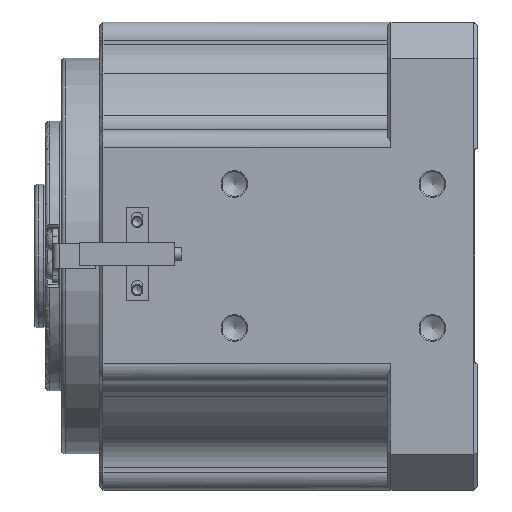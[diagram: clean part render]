
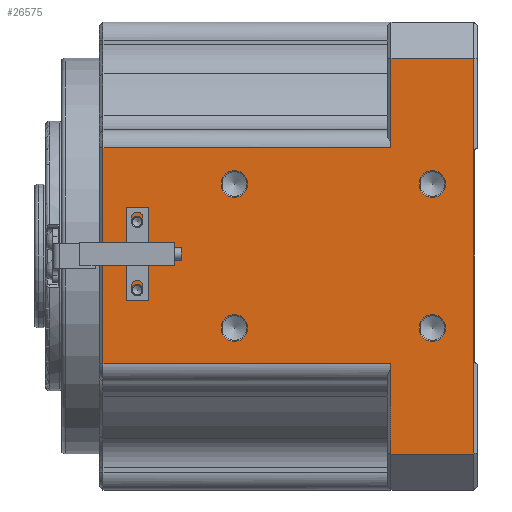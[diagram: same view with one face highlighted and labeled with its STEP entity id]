
A CAD part, left-side view. The second image highlights one B-rep face of the part: STEP entity #26575.
In plain terms, the highlighted planar face has unit normal (-1, 0, 0).
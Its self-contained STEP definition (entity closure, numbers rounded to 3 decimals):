
#27 = CARTESIAN_POINT ( 'NONE',  ( -65., 12.5, 16.3 ) ) ;
#76 = CARTESIAN_POINT ( 'NONE',  ( -65., 25., -30. ) ) ;
#463 = AXIS2_PLACEMENT_3D ( 'NONE', #8909, #8903, #8876 ) ;
#537 = CARTESIAN_POINT ( 'NONE',  ( -65., 94.5, 9.5 ) ) ;
#832 = PLANE ( 'NONE',  #12147 ) ;
#1509 = EDGE_CURVE ( 'NONE', #14326, #14326, #13603, .T. ) ;
#1918 = DIRECTION ( 'NONE',  ( 0., 0., -1. ) ) ;
#1953 = DIRECTION ( 'NONE',  ( 1., 0., 0. ) ) ;
#1994 = CARTESIAN_POINT ( 'NONE',  ( -65., 12.5, 20. ) ) ;
#2072 = CARTESIAN_POINT ( 'NONE',  ( -65., 24., 30. ) ) ;
#2495 = CARTESIAN_POINT ( 'NONE',  ( -65., 67.5, -23.7 ) ) ;
#2850 = EDGE_CURVE ( 'NONE', #16181, #17305, #18008, .T. ) ;
#3139 = FACE_BOUND ( 'NONE', #14362, .T. ) ;
#3407 = EDGE_LOOP ( 'NONE', ( #14056, #13973, #13945, #13863, #13822, #13780, #13676, #13647 ) ) ;
#3697 = VECTOR ( 'NONE', #17819, 1000. ) ;
#4597 = VERTEX_POINT ( 'NONE', #26003 ) ;
#4773 = DIRECTION ( 'NONE',  ( 0., 0., 1. ) ) ;
#4815 = CARTESIAN_POINT ( 'NONE',  ( -65., 1., -30. ) ) ;
#4844 = LINE ( 'NONE', #4815, #6091 ) ;
#5472 = FACE_BOUND ( 'NONE', #8209, .T. ) ;
#5495 = CARTESIAN_POINT ( 'NONE',  ( -65., 105., 30. ) ) ;
#5619 = EDGE_CURVE ( 'NONE', #17305, #26372, #18396, .T. ) ;
#5947 = EDGE_LOOP ( 'NONE', ( #14164 ) ) ;
#6091 = VECTOR ( 'NONE', #4773, 1000. ) ;
#7167 = EDGE_LOOP ( 'NONE', ( #14191 ) ) ;
#7199 = CARTESIAN_POINT ( 'NONE',  ( -65., 24., 55. ) ) ;
#7801 = CIRCLE ( 'NONE', #24381, 1.55 ) ;
#8209 = EDGE_LOOP ( 'NONE', ( #14375 ) ) ;
#8221 = DIRECTION ( 'NONE',  ( 0., 0., -1. ) ) ;
#8244 = VERTEX_POINT ( 'NONE', #17322 ) ;
#8305 = DIRECTION ( 'NONE',  ( 0., 0., -1. ) ) ;
#8335 = CARTESIAN_POINT ( 'NONE',  ( -65., 104., 65. ) ) ;
#8340 = LINE ( 'NONE', #8335, #22868 ) ;
#8807 = DIRECTION ( 'NONE',  ( 0., -1., 0. ) ) ;
#8876 = DIRECTION ( 'NONE',  ( 0., 0., -1. ) ) ;
#8903 = DIRECTION ( 'NONE',  ( 1., 0., 0. ) ) ;
#8909 = CARTESIAN_POINT ( 'NONE',  ( -65., 12.5, -20. ) ) ;
#9303 = EDGE_CURVE ( 'NONE', #12367, #20993, #8340, .T. ) ;
#9492 = DIRECTION ( 'NONE',  ( 0., -1., 0. ) ) ;
#9745 = VERTEX_POINT ( 'NONE', #18795 ) ;
#9945 = DIRECTION ( 'NONE',  ( 1., 0., 0. ) ) ;
#10135 = AXIS2_PLACEMENT_3D ( 'NONE', #18759, #18639, #18612 ) ;
#10248 = CARTESIAN_POINT ( 'NONE',  ( -65., 105., 65. ) ) ;
#10400 = VERTEX_POINT ( 'NONE', #21464 ) ;
#11430 = EDGE_CURVE ( 'NONE', #14305, #16181, #4844, .T. ) ;
#12147 = AXIS2_PLACEMENT_3D ( 'NONE', #10248, #19277, #28264 ) ;
#12367 = VERTEX_POINT ( 'NONE', #19558 ) ;
#12438 = FACE_BOUND ( 'NONE', #22293, .T. ) ;
#12529 = CIRCLE ( 'NONE', #29048, 3.7 ) ;
#13052 = AXIS2_PLACEMENT_3D ( 'NONE', #537, #9945, #18990 ) ;
#13107 = VECTOR ( 'NONE', #8807, 1000. ) ;
#13216 = VECTOR ( 'NONE', #9492, 1000. ) ;
#13603 = CIRCLE ( 'NONE', #463, 3.7 ) ;
#13647 = ORIENTED_EDGE ( 'NONE', *, *, #5619, .T. ) ;
#13676 = ORIENTED_EDGE ( 'NONE', *, *, #2850, .T. ) ;
#13780 = ORIENTED_EDGE ( 'NONE', *, *, #11430, .T. ) ;
#13822 = ORIENTED_EDGE ( 'NONE', *, *, #27105, .T. ) ;
#13863 = ORIENTED_EDGE ( 'NONE', *, *, #16995, .T. ) ;
#13945 = ORIENTED_EDGE ( 'NONE', *, *, #23607, .T. ) ;
#13973 = ORIENTED_EDGE ( 'NONE', *, *, #9303, .T. ) ;
#14056 = ORIENTED_EDGE ( 'NONE', *, *, #20949, .T. ) ;
#14078 = ORIENTED_EDGE ( 'NONE', *, *, #15662, .T. ) ;
#14112 = ORIENTED_EDGE ( 'NONE', *, *, #16209, .T. ) ;
#14164 = ORIENTED_EDGE ( 'NONE', *, *, #1509, .T. ) ;
#14191 = ORIENTED_EDGE ( 'NONE', *, *, #15386, .T. ) ;
#14305 = VERTEX_POINT ( 'NONE', #20657 ) ;
#14326 = VERTEX_POINT ( 'NONE', #23300 ) ;
#14362 = EDGE_LOOP ( 'NONE', ( #14112 ) ) ;
#14375 = ORIENTED_EDGE ( 'NONE', *, *, #29476, .T. ) ;
#14387 = ORIENTED_EDGE ( 'NONE', *, *, #29440, .T. ) ;
#14668 = FACE_BOUND ( 'NONE', #7167, .T. ) ;
#14693 = DIRECTION ( 'NONE',  ( 0., 1., 0. ) ) ;
#14833 = CARTESIAN_POINT ( 'NONE',  ( -65., 104., -30. ) ) ;
#15080 = VERTEX_POINT ( 'NONE', #24095 ) ;
#15386 = EDGE_CURVE ( 'NONE', #20724, #20724, #28477, .T. ) ;
#15662 = EDGE_CURVE ( 'NONE', #23033, #23033, #12529, .T. ) ;
#15727 = AXIS2_PLACEMENT_3D ( 'NONE', #1994, #1953, #1918 ) ;
#16181 = VERTEX_POINT ( 'NONE', #19227 ) ;
#16209 = EDGE_CURVE ( 'NONE', #9745, #9745, #22848, .T. ) ;
#16995 = EDGE_CURVE ( 'NONE', #4597, #10400, #18153, .T. ) ;
#17305 = VERTEX_POINT ( 'NONE', #7199 ) ;
#17322 = CARTESIAN_POINT ( 'NONE',  ( -65., 94.5, 7.95 ) ) ;
#17819 = DIRECTION ( 'NONE',  ( 0., 0., -1. ) ) ;
#17850 = CARTESIAN_POINT ( 'NONE',  ( -65., 24., -55. ) ) ;
#17968 = DIRECTION ( 'NONE',  ( 0., 1., 0. ) ) ;
#18005 = CARTESIAN_POINT ( 'NONE',  ( -65., 105., 55. ) ) ;
#18008 = LINE ( 'NONE', #18005, #24682 ) ;
#18153 = LINE ( 'NONE', #17850, #3697 ) ;
#18279 = DIRECTION ( 'NONE',  ( 0., 0., -1. ) ) ;
#18355 = DIRECTION ( 'NONE',  ( 0., 0., -1. ) ) ;
#18367 = CARTESIAN_POINT ( 'NONE',  ( -65., 24., 30. ) ) ;
#18396 = LINE ( 'NONE', #18367, #26087 ) ;
#18417 = DIRECTION ( 'NONE',  ( 1., 0., 0. ) ) ;
#18571 = CARTESIAN_POINT ( 'NONE',  ( -65., 67.5, -20. ) ) ;
#18612 = DIRECTION ( 'NONE',  ( 0., 0., -1. ) ) ;
#18639 = DIRECTION ( 'NONE',  ( 1., 0., 0. ) ) ;
#18759 = CARTESIAN_POINT ( 'NONE',  ( -65., 67.5, 20. ) ) ;
#18795 = CARTESIAN_POINT ( 'NONE',  ( -65., 67.5, 16.3 ) ) ;
#18990 = DIRECTION ( 'NONE',  ( 0., 0., -1. ) ) ;
#19227 = CARTESIAN_POINT ( 'NONE',  ( -65., 1., 55. ) ) ;
#19277 = DIRECTION ( 'NONE',  ( 1., 0., 0. ) ) ;
#19544 = CARTESIAN_POINT ( 'NONE',  ( -65., 94.5, -9.5 ) ) ;
#19558 = CARTESIAN_POINT ( 'NONE',  ( -65., 104., 30. ) ) ;
#20118 = LINE ( 'NONE', #29097, #13107 ) ;
#20657 = CARTESIAN_POINT ( 'NONE',  ( -65., 1., -55. ) ) ;
#20724 = VERTEX_POINT ( 'NONE', #27 ) ;
#20768 = LINE ( 'NONE', #76, #13216 ) ;
#20949 = EDGE_CURVE ( 'NONE', #26372, #12367, #25924, .T. ) ;
#20993 = VERTEX_POINT ( 'NONE', #14833 ) ;
#21464 = CARTESIAN_POINT ( 'NONE',  ( -65., 24., -55. ) ) ;
#21480 = FACE_OUTER_BOUND ( 'NONE', #3407, .T. ) ;
#22293 = EDGE_LOOP ( 'NONE', ( #14078 ) ) ;
#22848 = CIRCLE ( 'NONE', #10135, 3.7 ) ;
#22868 = VECTOR ( 'NONE', #8305, 1000. ) ;
#23033 = VERTEX_POINT ( 'NONE', #2495 ) ;
#23300 = CARTESIAN_POINT ( 'NONE',  ( -65., 12.5, -23.7 ) ) ;
#23607 = EDGE_CURVE ( 'NONE', #20993, #4597, #20768, .T. ) ;
#23665 = FACE_BOUND ( 'NONE', #5947, .T. ) ;
#24095 = CARTESIAN_POINT ( 'NONE',  ( -65., 94.5, -11.05 ) ) ;
#24381 = AXIS2_PLACEMENT_3D ( 'NONE', #19544, #28530, #8221 ) ;
#24682 = VECTOR ( 'NONE', #17968, 1000. ) ;
#25818 = CIRCLE ( 'NONE', #13052, 1.55 ) ;
#25902 = FACE_BOUND ( 'NONE', #28039, .T. ) ;
#25924 = LINE ( 'NONE', #5495, #29663 ) ;
#26003 = CARTESIAN_POINT ( 'NONE',  ( -65., 24., -30. ) ) ;
#26087 = VECTOR ( 'NONE', #18355, 1000. ) ;
#26372 = VERTEX_POINT ( 'NONE', #2072 ) ;
#26575 = ADVANCED_FACE ( 'NONE', ( #25902, #5472, #14668, #23665, #3139, #12438, #21480 ), #832, .F. ) ;
#27105 = EDGE_CURVE ( 'NONE', #10400, #14305, #20118, .T. ) ;
#28039 = EDGE_LOOP ( 'NONE', ( #14387 ) ) ;
#28264 = DIRECTION ( 'NONE',  ( 0., 0., -1. ) ) ;
#28477 = CIRCLE ( 'NONE', #15727, 3.7 ) ;
#28530 = DIRECTION ( 'NONE',  ( 1., 0., 0. ) ) ;
#29048 = AXIS2_PLACEMENT_3D ( 'NONE', #18571, #18417, #18279 ) ;
#29097 = CARTESIAN_POINT ( 'NONE',  ( -65., 105., -55. ) ) ;
#29440 = EDGE_CURVE ( 'NONE', #8244, #8244, #25818, .T. ) ;
#29476 = EDGE_CURVE ( 'NONE', #15080, #15080, #7801, .T. ) ;
#29663 = VECTOR ( 'NONE', #14693, 1000. ) ;
